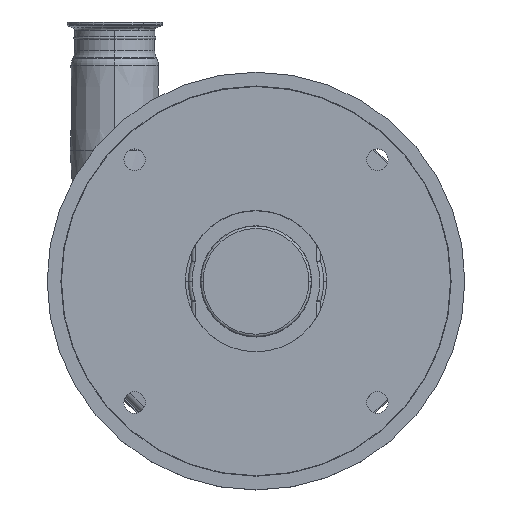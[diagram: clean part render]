
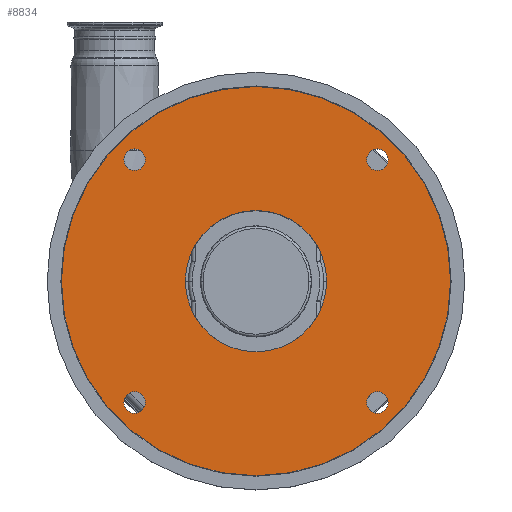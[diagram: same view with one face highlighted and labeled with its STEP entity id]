
A CAD part, top view. The second image highlights one B-rep face of the part: STEP entity #8834.
In plain terms, the highlighted planar face has unit normal (0, 0, 1).
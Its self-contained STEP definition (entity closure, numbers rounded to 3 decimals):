
#27 = CIRCLE ( 'NONE', #5905, 57.5 ) ;
#194 = CARTESIAN_POINT ( 'NONE',  ( -98.783, -98.783, 190.5 ) ) ;
#211 = EDGE_CURVE ( 'NONE', #5644, #6204, #9880, .T. ) ;
#332 = EDGE_LOOP ( 'NONE', ( #3392, #3762 ) ) ;
#552 = VERTEX_POINT ( 'NONE', #14193 ) ;
#635 = AXIS2_PLACEMENT_3D ( 'NONE', #9910, #14439, #11173 ) ;
#782 = CARTESIAN_POINT ( 'NONE',  ( -98.783, -98.783, 190.5 ) ) ;
#800 = FACE_BOUND ( 'NONE', #11044, .T. ) ;
#924 = CIRCLE ( 'NONE', #14647, 8.75 ) ;
#938 = DIRECTION ( 'NONE',  ( 0., 0., 1. ) ) ;
#1023 = CARTESIAN_POINT ( 'NONE',  ( -90.033, -98.783, 190.5 ) ) ;
#1096 = AXIS2_PLACEMENT_3D ( 'NONE', #3204, #8846, #10106 ) ;
#1194 = EDGE_CURVE ( 'NONE', #4614, #8658, #11086, .T. ) ;
#1647 = CIRCLE ( 'NONE', #10639, 8.75 ) ;
#1679 = AXIS2_PLACEMENT_3D ( 'NONE', #2162, #11217, #13158 ) ;
#1862 = ORIENTED_EDGE ( 'NONE', *, *, #9921, .F. ) ;
#1954 = FACE_BOUND ( 'NONE', #4242, .T. ) ;
#2162 = CARTESIAN_POINT ( 'NONE',  ( -98.783, 98.783, 190.5 ) ) ;
#2393 = CARTESIAN_POINT ( 'NONE',  ( 107.533, -98.783, 190.5 ) ) ;
#2532 = ORIENTED_EDGE ( 'NONE', *, *, #13685, .F. ) ;
#2681 = AXIS2_PLACEMENT_3D ( 'NONE', #12201, #7804, #13440 ) ;
#2749 = CARTESIAN_POINT ( 'NONE',  ( 107.533, 98.783, 190.5 ) ) ;
#2826 = EDGE_CURVE ( 'NONE', #9709, #4954, #924, .T. ) ;
#3142 = FACE_BOUND ( 'NONE', #7161, .T. ) ;
#3204 = CARTESIAN_POINT ( 'NONE',  ( -98.783, 98.783, 190.5 ) ) ;
#3211 = CARTESIAN_POINT ( 'NONE',  ( 98.783, -98.783, 190.5 ) ) ;
#3265 = DIRECTION ( 'NONE',  ( 0., 0., 1. ) ) ;
#3392 = ORIENTED_EDGE ( 'NONE', *, *, #4622, .F. ) ;
#3522 = CARTESIAN_POINT ( 'NONE',  ( 0., 0., 190.5 ) ) ;
#3601 = DIRECTION ( 'NONE',  ( 0., 0., 1. ) ) ;
#3651 = AXIS2_PLACEMENT_3D ( 'NONE', #6191, #8423, #3913 ) ;
#3762 = ORIENTED_EDGE ( 'NONE', *, *, #211, .F. ) ;
#3913 = DIRECTION ( 'NONE',  ( 1., 0., 0. ) ) ;
#3927 = CIRCLE ( 'NONE', #635, 158.4 ) ;
#4087 = EDGE_CURVE ( 'NONE', #7586, #8727, #27, .T. ) ;
#4113 = VERTEX_POINT ( 'NONE', #5359 ) ;
#4158 = CARTESIAN_POINT ( 'NONE',  ( 0., 0., 190.5 ) ) ;
#4242 = EDGE_LOOP ( 'NONE', ( #11719, #13428 ) ) ;
#4247 = DIRECTION ( 'NONE',  ( 0., 0., 1. ) ) ;
#4614 = VERTEX_POINT ( 'NONE', #8142 ) ;
#4622 = EDGE_CURVE ( 'NONE', #6204, #5644, #1647, .T. ) ;
#4954 = VERTEX_POINT ( 'NONE', #11760 ) ;
#5092 = DIRECTION ( 'NONE',  ( 0., 0., 1. ) ) ;
#5359 = CARTESIAN_POINT ( 'NONE',  ( 90.033, 98.783, 190.5 ) ) ;
#5516 = DIRECTION ( 'NONE',  ( 1., 0., 0. ) ) ;
#5576 = CIRCLE ( 'NONE', #1096, 8.75 ) ;
#5644 = VERTEX_POINT ( 'NONE', #10377 ) ;
#5866 = AXIS2_PLACEMENT_3D ( 'NONE', #3522, #3601, #9314 ) ;
#5905 = AXIS2_PLACEMENT_3D ( 'NONE', #14418, #4247, #13592 ) ;
#6028 = CARTESIAN_POINT ( 'NONE',  ( -57.5, 0., 190.5 ) ) ;
#6191 = CARTESIAN_POINT ( 'NONE',  ( 98.783, 98.783, 190.5 ) ) ;
#6204 = VERTEX_POINT ( 'NONE', #2393 ) ;
#6508 = ORIENTED_EDGE ( 'NONE', *, *, #1194, .T. ) ;
#6611 = PLANE ( 'NONE',  #2681 ) ;
#6645 = CIRCLE ( 'NONE', #9032, 57.5 ) ;
#6908 = DIRECTION ( 'NONE',  ( 1., 0., 0. ) ) ;
#7161 = EDGE_LOOP ( 'NONE', ( #14112, #11796 ) ) ;
#7323 = EDGE_CURVE ( 'NONE', #4954, #9709, #14279, .T. ) ;
#7352 = ORIENTED_EDGE ( 'NONE', *, *, #9707, .T. ) ;
#7435 = CIRCLE ( 'NONE', #3651, 8.75 ) ;
#7496 = DIRECTION ( 'NONE',  ( 1., 0., 0. ) ) ;
#7510 = FACE_BOUND ( 'NONE', #332, .T. ) ;
#7586 = VERTEX_POINT ( 'NONE', #7799 ) ;
#7665 = FACE_OUTER_BOUND ( 'NONE', #8887, .T. ) ;
#7799 = CARTESIAN_POINT ( 'NONE',  ( 57.5, 0., 190.5 ) ) ;
#7804 = DIRECTION ( 'NONE',  ( 0., 0., 1. ) ) ;
#8132 = CARTESIAN_POINT ( 'NONE',  ( 98.783, 98.783, 190.5 ) ) ;
#8142 = CARTESIAN_POINT ( 'NONE',  ( 158.4, 0., 190.5 ) ) ;
#8423 = DIRECTION ( 'NONE',  ( 0., 0., 1. ) ) ;
#8658 = VERTEX_POINT ( 'NONE', #12500 ) ;
#8727 = VERTEX_POINT ( 'NONE', #6028 ) ;
#8781 = FACE_BOUND ( 'NONE', #11050, .T. ) ;
#8834 = ADVANCED_FACE ( 'NONE', ( #7665, #800, #1954, #7510, #3142, #8781 ), #6611, .T. ) ;
#8846 = DIRECTION ( 'NONE',  ( 0., 0., 1. ) ) ;
#8887 = EDGE_LOOP ( 'NONE', ( #6508, #7352 ) ) ;
#9032 = AXIS2_PLACEMENT_3D ( 'NONE', #4158, #14176, #10976 ) ;
#9314 = DIRECTION ( 'NONE',  ( 1., 0., 0. ) ) ;
#9707 = EDGE_CURVE ( 'NONE', #8658, #4614, #3927, .T. ) ;
#9709 = VERTEX_POINT ( 'NONE', #1023 ) ;
#9880 = CIRCLE ( 'NONE', #12016, 8.75 ) ;
#9910 = CARTESIAN_POINT ( 'NONE',  ( 0., 0., 190.5 ) ) ;
#9921 = EDGE_CURVE ( 'NONE', #14173, #552, #5576, .T. ) ;
#10106 = DIRECTION ( 'NONE',  ( 1., 0., 0. ) ) ;
#10377 = CARTESIAN_POINT ( 'NONE',  ( 90.033, -98.783, 190.5 ) ) ;
#10445 = CIRCLE ( 'NONE', #1679, 8.75 ) ;
#10466 = AXIS2_PLACEMENT_3D ( 'NONE', #194, #12761, #6908 ) ;
#10575 = CARTESIAN_POINT ( 'NONE',  ( 98.783, -98.783, 190.5 ) ) ;
#10639 = AXIS2_PLACEMENT_3D ( 'NONE', #10575, #12669, #11555 ) ;
#10790 = EDGE_CURVE ( 'NONE', #12584, #4113, #7435, .T. ) ;
#10830 = EDGE_CURVE ( 'NONE', #4113, #12584, #13358, .T. ) ;
#10976 = DIRECTION ( 'NONE',  ( 1., 0., 0. ) ) ;
#11044 = EDGE_LOOP ( 'NONE', ( #2532, #1862 ) ) ;
#11050 = EDGE_LOOP ( 'NONE', ( #12148, #11814 ) ) ;
#11086 = CIRCLE ( 'NONE', #5866, 158.4 ) ;
#11173 = DIRECTION ( 'NONE',  ( 1., 0., 0. ) ) ;
#11217 = DIRECTION ( 'NONE',  ( 0., 0., 1. ) ) ;
#11486 = CARTESIAN_POINT ( 'NONE',  ( -107.533, 98.783, 190.5 ) ) ;
#11555 = DIRECTION ( 'NONE',  ( 1., 0., 0. ) ) ;
#11719 = ORIENTED_EDGE ( 'NONE', *, *, #2826, .F. ) ;
#11760 = CARTESIAN_POINT ( 'NONE',  ( -107.533, -98.783, 190.5 ) ) ;
#11796 = ORIENTED_EDGE ( 'NONE', *, *, #10830, .F. ) ;
#11814 = ORIENTED_EDGE ( 'NONE', *, *, #13831, .F. ) ;
#12016 = AXIS2_PLACEMENT_3D ( 'NONE', #3211, #938, #5516 ) ;
#12148 = ORIENTED_EDGE ( 'NONE', *, *, #4087, .F. ) ;
#12201 = CARTESIAN_POINT ( 'NONE',  ( 0., 0., 190.5 ) ) ;
#12500 = CARTESIAN_POINT ( 'NONE',  ( -158.4, 0., 190.5 ) ) ;
#12584 = VERTEX_POINT ( 'NONE', #2749 ) ;
#12669 = DIRECTION ( 'NONE',  ( 0., 0., 1. ) ) ;
#12761 = DIRECTION ( 'NONE',  ( 0., 0., 1. ) ) ;
#13158 = DIRECTION ( 'NONE',  ( 1., 0., 0. ) ) ;
#13358 = CIRCLE ( 'NONE', #14088, 8.75 ) ;
#13428 = ORIENTED_EDGE ( 'NONE', *, *, #7323, .F. ) ;
#13440 = DIRECTION ( 'NONE',  ( 1., 0., 0. ) ) ;
#13592 = DIRECTION ( 'NONE',  ( 1., 0., 0. ) ) ;
#13685 = EDGE_CURVE ( 'NONE', #552, #14173, #10445, .T. ) ;
#13831 = EDGE_CURVE ( 'NONE', #8727, #7586, #6645, .T. ) ;
#14001 = DIRECTION ( 'NONE',  ( 1., 0., 0. ) ) ;
#14088 = AXIS2_PLACEMENT_3D ( 'NONE', #8132, #5092, #14001 ) ;
#14112 = ORIENTED_EDGE ( 'NONE', *, *, #10790, .F. ) ;
#14173 = VERTEX_POINT ( 'NONE', #11486 ) ;
#14176 = DIRECTION ( 'NONE',  ( 0., 0., 1. ) ) ;
#14193 = CARTESIAN_POINT ( 'NONE',  ( -90.033, 98.783, 190.5 ) ) ;
#14279 = CIRCLE ( 'NONE', #10466, 8.75 ) ;
#14418 = CARTESIAN_POINT ( 'NONE',  ( 0., 0., 190.5 ) ) ;
#14439 = DIRECTION ( 'NONE',  ( 0., 0., 1. ) ) ;
#14647 = AXIS2_PLACEMENT_3D ( 'NONE', #782, #3265, #7496 ) ;
